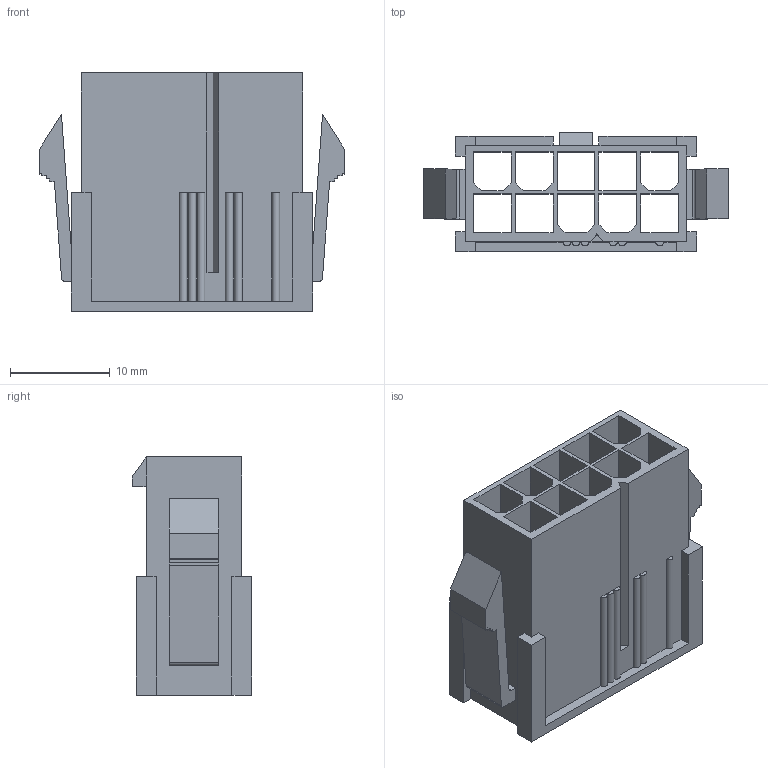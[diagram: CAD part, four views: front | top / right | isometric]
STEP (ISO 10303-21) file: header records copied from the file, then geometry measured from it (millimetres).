
FILE_DESCRIPTION((''),'2;1');
FILE_NAME('039012101','2020-04-06T',('gga'),(''),'PRO/ENGINEER BY PARAMETRIC TECHNOLOGY CORPORATION, 2016010','PRO/ENGINEER BY PARAMETRIC TECHNOLOGY CORPORATION, 2016010','');
FILE_SCHEMA(('CONFIG_CONTROL_DESIGN'));
Length unit declared in the file: millimetre
Products named in the file (1): 039012101
Bounding box: 30.6 x 12 x 23.9 mm (x, y, z)
Volume: 2075.4 mm3; surface area: 6015.3 mm2
Topology: 1 solids, 1 shells, 184 faces, 498 edges, 318 vertices
Faces by surface type: plane 174, cylinder 10
Entity records: 5708 total; most frequent: CARTESIAN_POINT 1001, ORIENTED_EDGE 996, DIRECTION 888, EDGE_CURVE 498, VECTOR 478, LINE 478, VERTEX_POINT 318, EDGE_LOOP 206
